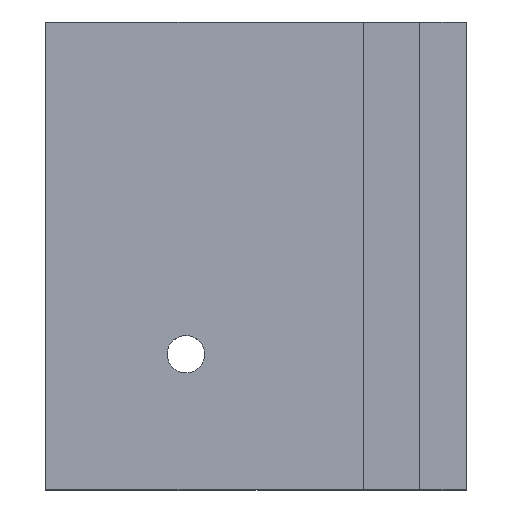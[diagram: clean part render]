
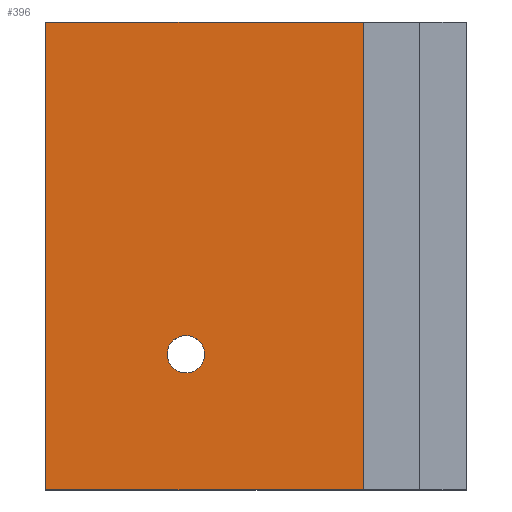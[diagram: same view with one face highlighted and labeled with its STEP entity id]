
A CAD part, top view. The second image highlights one B-rep face of the part: STEP entity #396.
In plain terms, the highlighted planar face has unit normal (0, 0, 1).
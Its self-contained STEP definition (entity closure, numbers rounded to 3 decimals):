
#19=FACE_BOUND('',#82,.T.);
#31=PLANE('',#446);
#55=FACE_OUTER_BOUND('',#81,.T.);
#81=EDGE_LOOP('',(#348,#349,#350,#351));
#82=EDGE_LOOP('',(#352));
#99=CIRCLE('',#434,2.);
#131=LINE('',#679,#168);
#134=LINE('',#685,#171);
#137=LINE('',#690,#174);
#138=LINE('',#691,#175);
#168=VECTOR('',#539,10.);
#171=VECTOR('',#546,10.);
#174=VECTOR('',#551,10.);
#175=VECTOR('',#552,10.);
#195=VERTEX_POINT('',#641);
#208=VERTEX_POINT('',#675);
#209=VERTEX_POINT('',#677);
#210=VERTEX_POINT('',#684);
#211=VERTEX_POINT('',#689);
#238=EDGE_CURVE('',#195,#195,#99,.T.);
#255=EDGE_CURVE('',#208,#209,#131,.T.);
#258=EDGE_CURVE('',#210,#208,#134,.T.);
#261=EDGE_CURVE('',#211,#209,#137,.T.);
#262=EDGE_CURVE('',#211,#210,#138,.T.);
#348=ORIENTED_EDGE('',*,*,#255,.T.);
#349=ORIENTED_EDGE('',*,*,#261,.F.);
#350=ORIENTED_EDGE('',*,*,#262,.T.);
#351=ORIENTED_EDGE('',*,*,#258,.T.);
#352=ORIENTED_EDGE('',*,*,#238,.T.);
#396=ADVANCED_FACE('',(#55,#19),#31,.T.);
#434=AXIS2_PLACEMENT_3D('',#643,#507,#508);
#446=AXIS2_PLACEMENT_3D('',#688,#549,#550);
#507=DIRECTION('center_axis',(0.,0.,-1.));
#508=DIRECTION('ref_axis',(1.,0.,0.));
#539=DIRECTION('',(0.,1.,0.));
#546=DIRECTION('',(1.,0.,0.));
#549=DIRECTION('center_axis',(0.,0.,1.));
#550=DIRECTION('ref_axis',(1.,0.,0.));
#551=DIRECTION('',(1.,0.,0.));
#552=DIRECTION('',(0.,-1.,0.));
#641=CARTESIAN_POINT('',(-2.,-10.5,10.));
#643=CARTESIAN_POINT('Origin',(0.,-10.5,10.));
#675=CARTESIAN_POINT('',(19.,-25.,10.));
#677=CARTESIAN_POINT('',(19.,25.,10.));
#679=CARTESIAN_POINT('',(19.,12.5,10.));
#684=CARTESIAN_POINT('',(-15.,-25.,10.));
#685=CARTESIAN_POINT('',(-15.,-25.,10.));
#688=CARTESIAN_POINT('Origin',(0.,0.,10.));
#689=CARTESIAN_POINT('',(-15.,25.,10.));
#690=CARTESIAN_POINT('',(15.,25.,10.));
#691=CARTESIAN_POINT('',(-15.,25.,10.));
